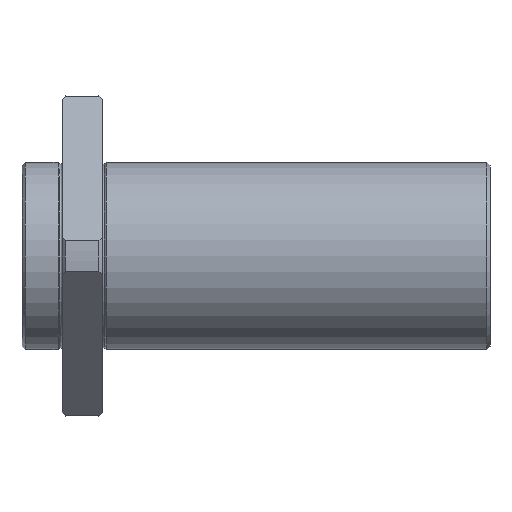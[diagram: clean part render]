
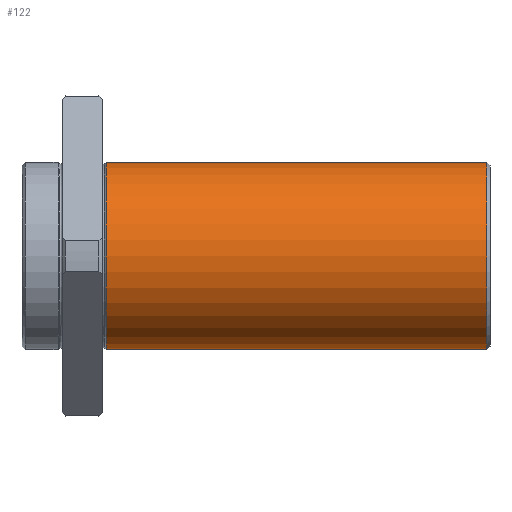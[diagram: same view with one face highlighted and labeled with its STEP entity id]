
A CAD part, front view. The second image highlights one B-rep face of the part: STEP entity #122.
In plain terms, the highlighted cylindrical face has radius 14 mm (diameter 28 mm), a full revolution.
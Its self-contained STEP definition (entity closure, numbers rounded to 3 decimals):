
#122 = ADVANCED_FACE( '', ( #273, #274 ), #275, .T. );
#273 = FACE_OUTER_BOUND( '', #459, .T. );
#274 = FACE_OUTER_BOUND( '', #460, .T. );
#275 = CYLINDRICAL_SURFACE( '', #461, 14. );
#459 = EDGE_LOOP( '', ( #701 ) );
#460 = EDGE_LOOP( '', ( #702 ) );
#461 = AXIS2_PLACEMENT_3D( '', #703, #704, #705 );
#701 = ORIENTED_EDGE( '', *, *, #986, .T. );
#702 = ORIENTED_EDGE( '', *, *, #987, .F. );
#703 = CARTESIAN_POINT( '', ( 70., 0., 0. ) );
#704 = DIRECTION( '', ( -1., 0., 0. ) );
#705 = DIRECTION( '', ( 0., 0., -1. ) );
#986 = EDGE_CURVE( '', #1159, #1159, #1160, .T. );
#987 = EDGE_CURVE( '', #1161, #1161, #1162, .T. );
#1159 = VERTEX_POINT( '', #1392 );
#1160 = CIRCLE( '', #1393, 14. );
#1161 = VERTEX_POINT( '', #1394 );
#1162 = CIRCLE( '', #1395, 14. );
#1392 = CARTESIAN_POINT( '', ( 12.6, 0., -14. ) );
#1393 = AXIS2_PLACEMENT_3D( '', #1593, #1594, #1595 );
#1394 = CARTESIAN_POINT( '', ( 69.5, 0., -14. ) );
#1395 = AXIS2_PLACEMENT_3D( '', #1596, #1597, #1598 );
#1593 = CARTESIAN_POINT( '', ( 12.6, 0., 0. ) );
#1594 = DIRECTION( '', ( 1., 0., 0. ) );
#1595 = DIRECTION( '', ( 0., 0., -1. ) );
#1596 = CARTESIAN_POINT( '', ( 69.5, 0., 0. ) );
#1597 = DIRECTION( '', ( 1., 0., 0. ) );
#1598 = DIRECTION( '', ( 0., 0., -1. ) );
